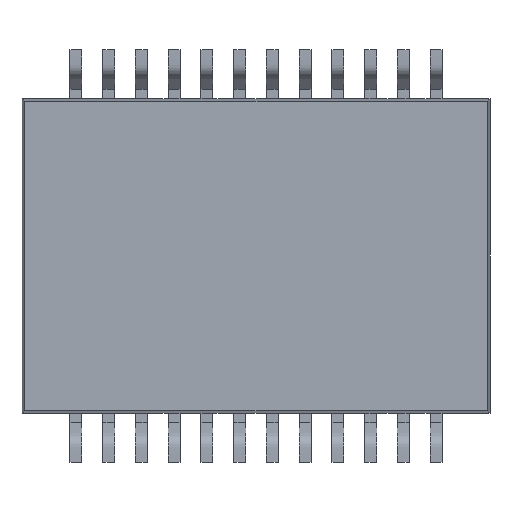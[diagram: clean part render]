
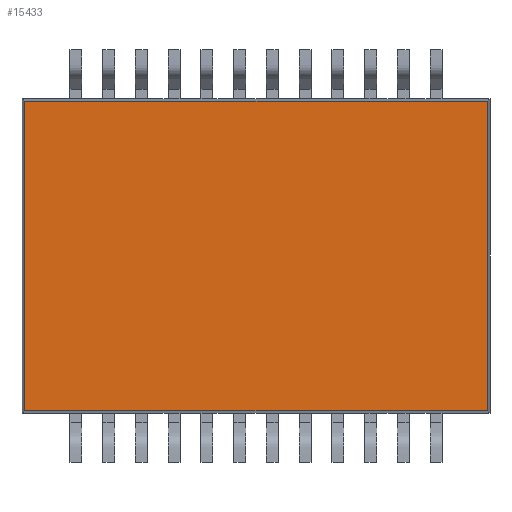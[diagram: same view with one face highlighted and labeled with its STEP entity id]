
A CAD part, front view. The second image highlights one B-rep face of the part: STEP entity #15433.
In plain terms, the highlighted planar face has unit normal (0, -1, 0).
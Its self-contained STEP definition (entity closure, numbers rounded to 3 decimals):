
#404 = LINE ( 'NONE', #7443, #15217 ) ;
#750 = PLANE ( 'NONE',  #19939 ) ;
#1053 = VECTOR ( 'NONE', #2933, 1000. ) ;
#2048 = VERTEX_POINT ( 'NONE', #6741 ) ;
#2049 = EDGE_CURVE ( 'NONE', #22420, #16642, #15440, .T. ) ;
#2822 = CARTESIAN_POINT ( 'NONE',  ( 8.975, 0., -6. ) ) ;
#2933 = DIRECTION ( 'NONE',  ( -1., 0., 0. ) ) ;
#3504 = ORIENTED_EDGE ( 'NONE', *, *, #12170, .T. ) ;
#4249 = CARTESIAN_POINT ( 'NONE',  ( -8.975, 0., -6. ) ) ;
#6741 = CARTESIAN_POINT ( 'NONE',  ( -8.975, 0., -6. ) ) ;
#7443 = CARTESIAN_POINT ( 'NONE',  ( 8.975, 0., -6. ) ) ;
#7795 = CARTESIAN_POINT ( 'NONE',  ( 0., 0., 0. ) ) ;
#9177 = FACE_OUTER_BOUND ( 'NONE', #10442, .T. ) ;
#9288 = DIRECTION ( 'NONE',  ( 1., 0., 0. ) ) ;
#9436 = ORIENTED_EDGE ( 'NONE', *, *, #22573, .T. ) ;
#9446 = LINE ( 'NONE', #4249, #12517 ) ;
#10442 = EDGE_LOOP ( 'NONE', ( #12938, #9436, #3504, #20258 ) ) ;
#12170 = EDGE_CURVE ( 'NONE', #2048, #18934, #9446, .T. ) ;
#12517 = VECTOR ( 'NONE', #16422, 1000. ) ;
#12938 = ORIENTED_EDGE ( 'NONE', *, *, #2049, .T. ) ;
#13307 = CARTESIAN_POINT ( 'NONE',  ( -8.975, 0., 6. ) ) ;
#13728 = CARTESIAN_POINT ( 'NONE',  ( -8.975, 0., 6. ) ) ;
#14432 = DIRECTION ( 'NONE',  ( 0., 0., 1. ) ) ;
#14762 = DIRECTION ( 'NONE',  ( 0., 1., 0. ) ) ;
#15217 = VECTOR ( 'NONE', #14432, 1000. ) ;
#15328 = CARTESIAN_POINT ( 'NONE',  ( 8.975, 0., 6. ) ) ;
#15433 = ADVANCED_FACE ( 'NONE', ( #9177 ), #750, .F. ) ;
#15440 = LINE ( 'NONE', #15328, #1053 ) ;
#16422 = DIRECTION ( 'NONE',  ( 1., 0., 0. ) ) ;
#16642 = VERTEX_POINT ( 'NONE', #13307 ) ;
#16962 = DIRECTION ( 'NONE',  ( 0., 0., -1. ) ) ;
#18355 = EDGE_CURVE ( 'NONE', #18934, #22420, #404, .T. ) ;
#18924 = LINE ( 'NONE', #13728, #21486 ) ;
#18934 = VERTEX_POINT ( 'NONE', #2822 ) ;
#19939 = AXIS2_PLACEMENT_3D ( 'NONE', #7795, #14762, #9288 ) ;
#20258 = ORIENTED_EDGE ( 'NONE', *, *, #18355, .T. ) ;
#21486 = VECTOR ( 'NONE', #16962, 1000. ) ;
#21804 = CARTESIAN_POINT ( 'NONE',  ( 8.975, 0., 6. ) ) ;
#22420 = VERTEX_POINT ( 'NONE', #21804 ) ;
#22573 = EDGE_CURVE ( 'NONE', #16642, #2048, #18924, .T. ) ;
